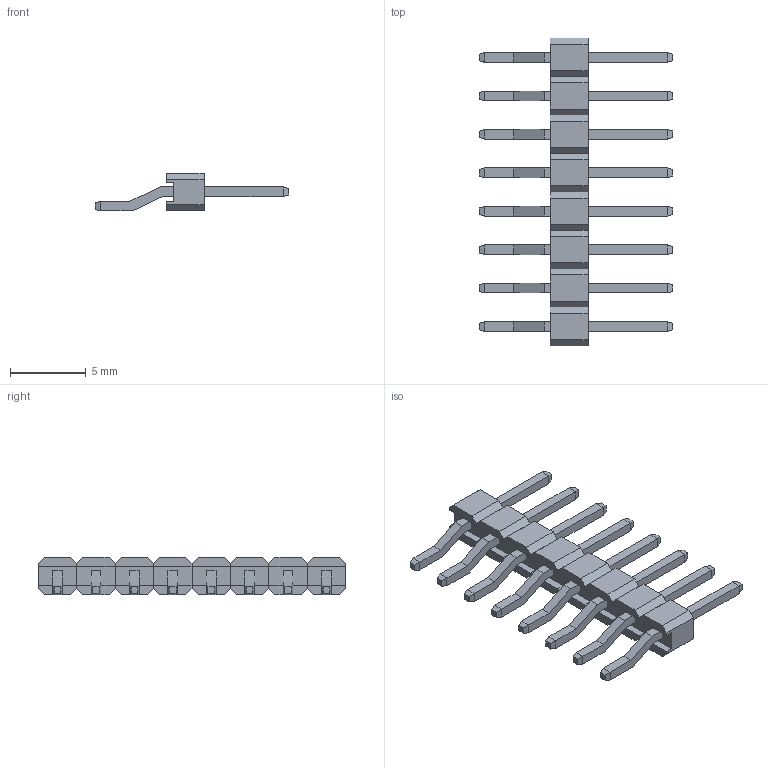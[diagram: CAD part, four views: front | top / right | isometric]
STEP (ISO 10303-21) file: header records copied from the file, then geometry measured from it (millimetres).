
FILE_DESCRIPTION(/* description */ (''),/* implementation_level */ '2;1');
FILE_NAME(/* name */ 'PinHeader_1x8_Male_RA_2.54mm.step',/* time_stamp */ '2025-10-17T18:13:18+05:30',/* author */ (''),/* organization */ (''),/* preprocessor_version */ 'ST-DEVELOPER v20.1',/* originating_system */ 'Autodesk Translation Framework v14.17.0.0',/* authorisation */ '');
FILE_SCHEMA (('AUTOMOTIVE_DESIGN { 1 0 10303 214 3 1 1 }'));
Length unit declared in the file: millimetre
Products named in the file (1): 2025-10-16-17-28-49-516
Bounding box: 12.8 x 20.32 x 2.5 mm (x, y, z)
Volume: 149.4 mm3; surface area: 556.9 mm2
Topology: 16 solids, 16 shells, 256 faces, 608 edges, 384 vertices
Faces by surface type: plane 256
Entity records: 7172 total; most frequent: CARTESIAN_POINT 1249, ORIENTED_EDGE 1216, DIRECTION 1122, LINE 608, VECTOR 608, EDGE_CURVE 608, VERTEX_POINT 384, AXIS2_PLACEMENT_3D 257
